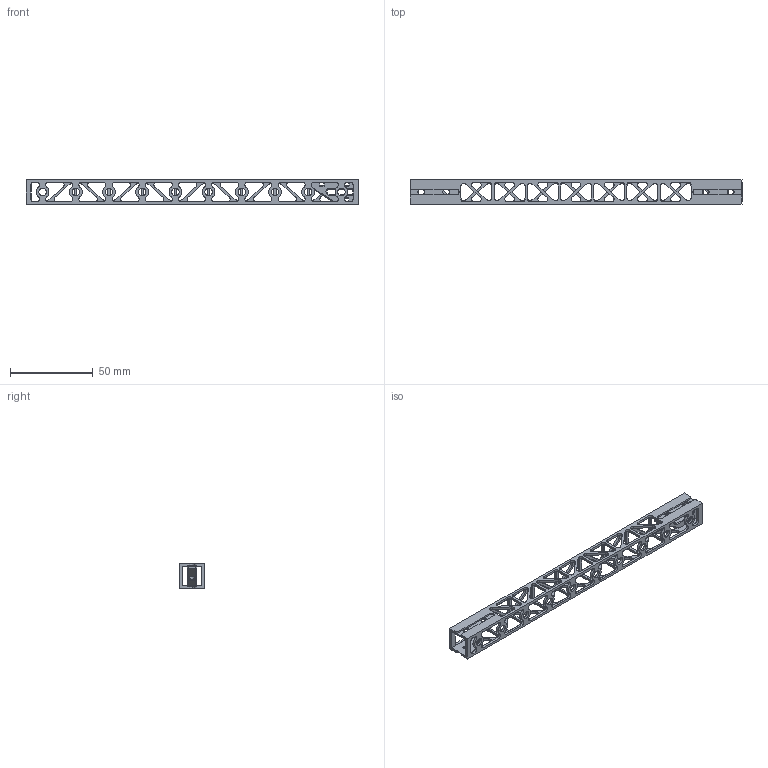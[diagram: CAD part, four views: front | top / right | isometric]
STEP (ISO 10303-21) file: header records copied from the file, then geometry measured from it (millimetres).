
FILE_DESCRIPTION(/* description */ (''),/* implementation_level */ '2;1');
FILE_NAME(/* name */ 'Pandora_eiffel_x_beam_v17.step',/* time_stamp */ '2025-07-21T10:30:12+02:00',/* author */ (''),/* organization */ (''),/* preprocessor_version */ 'ST-DEVELOPER v20.1',/* originating_system */ 'Autodesk Translation Framework v14.10.0.0',/* authorisation */ '');
FILE_SCHEMA (('AUTOMOTIVE_DESIGN { 1 0 10303 214 3 1 1 }'));
Length unit declared in the file: millimetre
Products named in the file (4): pandora_x_Beam; Pandora_x_beam_vf; pandora_square_nuts_holder; pandora_hex_nuts_holder
Assembly tree (3 placements, depth 2):
  pandora_x_Beam
    Pandora_x_beam_vf
    pandora_square_nuts_holder
    pandora_hex_nuts_holder
Bounding box: 200 x 15 x 15 mm (x, y, z)
Volume: 8229.1 mm3; surface area: 15280.7 mm2
Topology: 3 solids, 3 shells, 646 faces, 1850 edges, 1210 vertices
Faces by surface type: plane 360, cylinder 264, cone 20, bspline 2
Full cylindrical faces by diameter (mm): 3.3 x6, 4.5 x10
Entity records: 21711 total; most frequent: CARTESIAN_POINT 3863, ORIENTED_EDGE 3700, DIRECTION 3694, EDGE_CURVE 1850, LINE 1300, VECTOR 1300, VERTEX_POINT 1210, AXIS2_PLACEMENT_3D 1197
